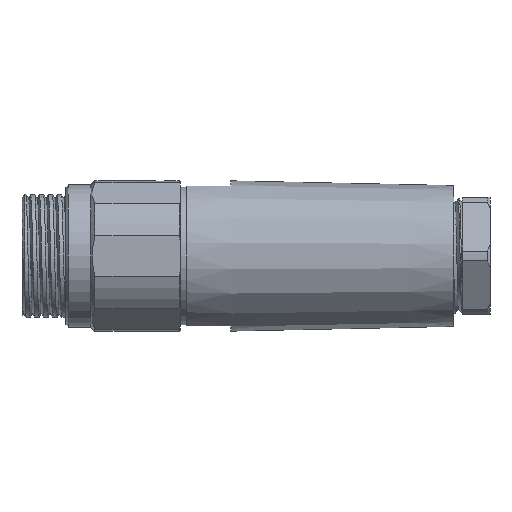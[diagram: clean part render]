
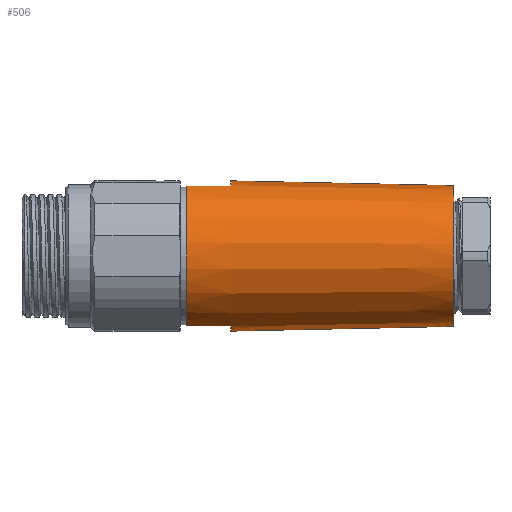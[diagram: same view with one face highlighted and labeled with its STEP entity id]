
A CAD part, front view. The second image highlights one B-rep face of the part: STEP entity #506.
In plain terms, the highlighted conical face has half-angle 1.201 degrees and reference radius 13.1 mm.
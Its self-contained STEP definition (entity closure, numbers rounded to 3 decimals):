
#246=B_SPLINE_CURVE_WITH_KNOTS('',3,(#6412,#6413,#6414,#6415,#6416,#6417),
 .UNSPECIFIED.,.F.,.F.,(4,1,1,4),(0.,0.333,0.667,1.),
 .UNSPECIFIED.);
#247=B_SPLINE_CURVE_WITH_KNOTS('',3,(#6431,#6432,#6433,#6434,#6435,#6436),
 .UNSPECIFIED.,.F.,.F.,(4,1,1,4),(0.,0.333,0.667,1.),
 .UNSPECIFIED.);
#349=CONICAL_SURFACE('',#3345,13.1,1.201);
#506=ADVANCED_FACE('',(#750),#349,.T.);
#750=FACE_OUTER_BOUND('',#968,.T.);
#968=EDGE_LOOP('',(#1869,#1870,#1871,#1872,#1873,#1874,#1875,#1876));
#1163=CIRCLE('',#3326,12.6);
#1168=CIRCLE('',#3333,13.436);
#1169=CIRCLE('',#3335,13.436);
#1170=CIRCLE('',#3338,13.6);
#1869=ORIENTED_EDGE('',*,*,#2669,.T.);
#1870=ORIENTED_EDGE('',*,*,#2665,.F.);
#1871=ORIENTED_EDGE('',*,*,#2663,.T.);
#1872=ORIENTED_EDGE('',*,*,#2659,.T.);
#1873=ORIENTED_EDGE('',*,*,#2657,.F.);
#1874=ORIENTED_EDGE('',*,*,#2650,.T.);
#1875=ORIENTED_EDGE('',*,*,#2656,.T.);
#1876=ORIENTED_EDGE('',*,*,#2662,.T.);
#2261=VERTEX_POINT('',#6376);
#2262=VERTEX_POINT('',#6377);
#2267=VERTEX_POINT('',#6398);
#2268=VERTEX_POINT('',#6401);
#2269=VERTEX_POINT('',#6405);
#2270=VERTEX_POINT('',#6409);
#2271=VERTEX_POINT('',#6418);
#2272=VERTEX_POINT('',#6422);
#2650=EDGE_CURVE('',#2261,#2262,#1163,.T.);
#2656=EDGE_CURVE('',#2262,#2267,#2853,.T.);
#2657=EDGE_CURVE('',#2261,#2268,#2854,.T.);
#2659=EDGE_CURVE('',#2269,#2268,#1168,.T.);
#2662=EDGE_CURVE('',#2267,#2270,#1169,.T.);
#2663=EDGE_CURVE('',#2271,#2269,#246,.T.);
#2665=EDGE_CURVE('',#2271,#2272,#1170,.T.);
#2669=EDGE_CURVE('',#2270,#2272,#247,.T.);
#2853=LINE('',#6399,#2990);
#2854=LINE('',#6400,#2991);
#2990=VECTOR('',#4104,1.);
#2991=VECTOR('',#4105,1.);
#3326=AXIS2_PLACEMENT_3D('',#6375,#4094,#4095);
#3333=AXIS2_PLACEMENT_3D('',#6404,#4110,#4111);
#3335=AXIS2_PLACEMENT_3D('',#6410,#4116,#4117);
#3338=AXIS2_PLACEMENT_3D('',#6421,#4123,#4124);
#3345=AXIS2_PLACEMENT_3D('',#6438,#4138,#4139);
#4094=DIRECTION('',(-1.,0.,0.));
#4095=DIRECTION('',(0.,0.,-1.));
#4104=DIRECTION('',(-1.,0.,0.021));
#4105=DIRECTION('',(-1.,0.,-0.021));
#4110=DIRECTION('',(1.,0.,0.));
#4111=DIRECTION('',(0.,-0.367,-0.93));
#4116=DIRECTION('',(1.,0.,0.));
#4117=DIRECTION('',(0.,0.,1.));
#4123=DIRECTION('',(-1.,0.,0.));
#4124=DIRECTION('',(0.,-0.394,-0.919));
#4138=DIRECTION('',(-1.,0.,0.));
#4139=DIRECTION('',(0.,0.,1.));
#6375=CARTESIAN_POINT('',(55.4,0.,0.));
#6376=CARTESIAN_POINT('',(55.4,0.,-12.6));
#6377=CARTESIAN_POINT('',(55.4,0.,12.6));
#6398=CARTESIAN_POINT('',(15.5,0.,13.436));
#6399=CARTESIAN_POINT('',(55.4,0.,12.6));
#6400=CARTESIAN_POINT('',(55.4,0.,-12.6));
#6401=CARTESIAN_POINT('',(15.5,0.,-13.436));
#6404=CARTESIAN_POINT('',(15.5,0.,0.));
#6405=CARTESIAN_POINT('',(15.5,-4.928,-12.5));
#6409=CARTESIAN_POINT('',(15.5,-4.928,12.5));
#6410=CARTESIAN_POINT('',(15.5,0.,0.));
#6412=CARTESIAN_POINT('',(7.7,-5.358,-12.5));
#6413=CARTESIAN_POINT('',(8.581,-5.311,-12.5));
#6414=CARTESIAN_POINT('',(10.334,-5.217,-12.5));
#6415=CARTESIAN_POINT('',(12.934,-5.074,-12.5));
#6416=CARTESIAN_POINT('',(14.648,-4.977,-12.5));
#6417=CARTESIAN_POINT('',(15.5,-4.928,-12.5));
#6418=CARTESIAN_POINT('',(7.7,-5.358,-12.5));
#6421=CARTESIAN_POINT('',(7.7,0.,0.));
#6422=CARTESIAN_POINT('',(7.7,-5.358,12.5));
#6431=CARTESIAN_POINT('',(15.5,-4.928,12.5));
#6432=CARTESIAN_POINT('',(14.648,-4.977,12.5));
#6433=CARTESIAN_POINT('',(12.934,-5.074,12.5));
#6434=CARTESIAN_POINT('',(10.334,-5.217,12.5));
#6435=CARTESIAN_POINT('',(8.581,-5.311,12.5));
#6436=CARTESIAN_POINT('',(7.7,-5.358,12.5));
#6438=CARTESIAN_POINT('',(31.55,0.,0.));
